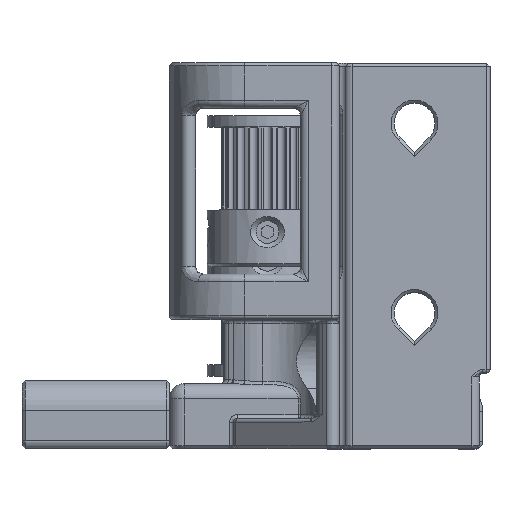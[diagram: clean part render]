
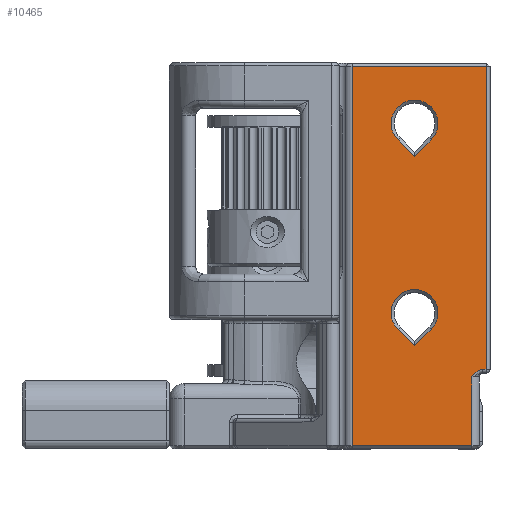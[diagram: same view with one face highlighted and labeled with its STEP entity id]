
A CAD part, top view. The second image highlights one B-rep face of the part: STEP entity #10465.
In plain terms, the highlighted planar face has unit normal (0, 0, 1).
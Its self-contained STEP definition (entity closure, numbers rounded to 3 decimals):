
#205=B_SPLINE_CURVE_WITH_KNOTS('',3,(#16995,#16996,#16997,#16998,#16999,
#17000,#17001,#17002),.UNSPECIFIED.,.F.,.F.,(4,1,1,2,4),(0.,0.108,
0.144,0.18,0.18),.UNSPECIFIED.);
#295=FACE_BOUND('',#1616,.T.);
#296=FACE_BOUND('',#1617,.T.);
#377=PLANE('',#11344);
#950=FACE_OUTER_BOUND('',#1615,.T.);
#1615=EDGE_LOOP('',(#7714,#7715,#7716,#7717,#7718,#7719,#7720));
#1616=EDGE_LOOP('',(#7721,#7722,#7723));
#1617=EDGE_LOOP('',(#7724,#7725,#7726));
#2311=LINE('',#16886,#3198);
#2336=LINE('',#16966,#3223);
#2343=LINE('',#16989,#3230);
#2344=LINE('',#16993,#3231);
#2345=LINE('',#17003,#3232);
#2346=LINE('',#17004,#3233);
#2347=LINE('',#17007,#3234);
#2348=LINE('',#17010,#3235);
#2349=LINE('',#17013,#3236);
#2350=LINE('',#17016,#3237);
#3198=VECTOR('',#12938,10.);
#3223=VECTOR('',#13023,10.);
#3230=VECTOR('',#13050,10.);
#3231=VECTOR('',#13055,10.);
#3232=VECTOR('',#13056,10.);
#3233=VECTOR('',#13057,10.);
#3234=VECTOR('',#13058,10.);
#3235=VECTOR('',#13061,10.);
#3236=VECTOR('',#13062,10.);
#3237=VECTOR('',#13065,10.);
#4121=CIRCLE('',#11345,3.1);
#4122=CIRCLE('',#11346,3.1);
#4752=VERTEX_POINT('',#16880);
#4753=VERTEX_POINT('',#16884);
#4776=VERTEX_POINT('',#16958);
#4778=VERTEX_POINT('',#16964);
#4784=VERTEX_POINT('',#16988);
#4785=VERTEX_POINT('',#16992);
#4786=VERTEX_POINT('',#16994);
#4787=VERTEX_POINT('',#17005);
#4788=VERTEX_POINT('',#17006);
#4789=VERTEX_POINT('',#17008);
#4790=VERTEX_POINT('',#17011);
#4791=VERTEX_POINT('',#17012);
#4792=VERTEX_POINT('',#17014);
#5824=EDGE_CURVE('',#4753,#4752,#2311,.T.);
#5863=EDGE_CURVE('',#4778,#4776,#2336,.T.);
#5875=EDGE_CURVE('',#4776,#4784,#2343,.T.);
#5877=EDGE_CURVE('',#4785,#4753,#2344,.T.);
#5878=EDGE_CURVE('',#4786,#4785,#205,.T.);
#5879=EDGE_CURVE('',#4784,#4786,#2345,.T.);
#5880=EDGE_CURVE('',#4752,#4778,#2346,.T.);
#5881=EDGE_CURVE('',#4787,#4788,#2347,.T.);
#5882=EDGE_CURVE('',#4789,#4787,#4121,.T.);
#5883=EDGE_CURVE('',#4788,#4789,#2348,.T.);
#5884=EDGE_CURVE('',#4790,#4791,#2349,.T.);
#5885=EDGE_CURVE('',#4792,#4790,#4122,.T.);
#5886=EDGE_CURVE('',#4791,#4792,#2350,.T.);
#7714=ORIENTED_EDGE('',*,*,#5824,.F.);
#7715=ORIENTED_EDGE('',*,*,#5877,.F.);
#7716=ORIENTED_EDGE('',*,*,#5878,.F.);
#7717=ORIENTED_EDGE('',*,*,#5879,.F.);
#7718=ORIENTED_EDGE('',*,*,#5875,.F.);
#7719=ORIENTED_EDGE('',*,*,#5863,.F.);
#7720=ORIENTED_EDGE('',*,*,#5880,.F.);
#7721=ORIENTED_EDGE('',*,*,#5881,.F.);
#7722=ORIENTED_EDGE('',*,*,#5882,.F.);
#7723=ORIENTED_EDGE('',*,*,#5883,.F.);
#7724=ORIENTED_EDGE('',*,*,#5884,.F.);
#7725=ORIENTED_EDGE('',*,*,#5885,.F.);
#7726=ORIENTED_EDGE('',*,*,#5886,.F.);
#10465=ADVANCED_FACE('',(#950,#295,#296),#377,.T.);
#11344=AXIS2_PLACEMENT_3D('',#16991,#13053,#13054);
#11345=AXIS2_PLACEMENT_3D('',#17009,#13059,#13060);
#11346=AXIS2_PLACEMENT_3D('',#17015,#13063,#13064);
#12938=DIRECTION('',(-1.,0.,0.));
#13023=DIRECTION('',(1.,0.,0.));
#13050=DIRECTION('',(0.,-1.,0.));
#13053=DIRECTION('center_axis',(0.,0.,1.));
#13054=DIRECTION('ref_axis',(1.,0.,0.));
#13055=DIRECTION('',(0.,-1.,0.));
#13056=DIRECTION('',(-1.,0.,0.));
#13057=DIRECTION('',(0.,1.,0.));
#13058=DIRECTION('',(0.707,-0.707,0.));
#13059=DIRECTION('center_axis',(0.,0.,1.));
#13060=DIRECTION('ref_axis',(-1.,0.,0.));
#13061=DIRECTION('',(0.707,0.707,0.));
#13062=DIRECTION('',(0.707,-0.707,0.));
#13063=DIRECTION('center_axis',(0.,0.,1.));
#13064=DIRECTION('ref_axis',(-1.,0.,0.));
#13065=DIRECTION('',(0.707,0.707,0.));
#16880=CARTESIAN_POINT('',(1.732,0.4,0.));
#16884=CARTESIAN_POINT('',(17.586,0.4,0.));
#16886=CARTESIAN_POINT('',(-0.625,0.4,0.));
#16958=CARTESIAN_POINT('',(19.5,50.7,0.));
#16964=CARTESIAN_POINT('',(1.732,50.7,0.));
#16966=CARTESIAN_POINT('',(-0.625,50.7,0.));
#16988=CARTESIAN_POINT('',(19.5,10.5,0.));
#16989=CARTESIAN_POINT('',(19.5,25.55,0.));
#16991=CARTESIAN_POINT('Origin',(0.,0.,0.));
#16992=CARTESIAN_POINT('',(17.586,9.5,0.));
#16993=CARTESIAN_POINT('',(17.586,0.,0.));
#16994=CARTESIAN_POINT('',(19.,10.5,0.));
#16995=CARTESIAN_POINT('Ctrl Pts',(19.,10.5,0.));
#16996=CARTESIAN_POINT('Ctrl Pts',(18.641,10.5,0.));
#16997=CARTESIAN_POINT('Ctrl Pts',(18.183,10.255,0.));
#16998=CARTESIAN_POINT('Ctrl Pts',(17.8,9.798,0.));
#16999=CARTESIAN_POINT('Ctrl Pts',(17.657,9.601,0.));
#17000=CARTESIAN_POINT('Ctrl Pts',(17.588,9.502,0.));
#17001=CARTESIAN_POINT('Ctrl Pts',(17.587,9.501,0.));
#17002=CARTESIAN_POINT('Ctrl Pts',(17.586,9.5,0.));
#17003=CARTESIAN_POINT('',(4.382,10.5,0.));
#17004=CARTESIAN_POINT('',(1.732,0.,0.));
#17005=CARTESIAN_POINT('',(7.808,40.908,0.));
#17006=CARTESIAN_POINT('',(10.,38.716,0.));
#17007=CARTESIAN_POINT('',(16.083,32.633,0.));
#17008=CARTESIAN_POINT('',(12.192,40.908,0.));
#17009=CARTESIAN_POINT('Origin',(10.,43.1,0.));
#17010=CARTESIAN_POINT('',(-2.038,26.678,0.));
#17011=CARTESIAN_POINT('',(7.808,15.808,0.));
#17012=CARTESIAN_POINT('',(10.,13.616,0.));
#17013=CARTESIAN_POINT('',(9.808,13.808,0.));
#17014=CARTESIAN_POINT('',(12.192,15.808,0.));
#17015=CARTESIAN_POINT('Origin',(10.,18.,0.));
#17016=CARTESIAN_POINT('',(4.237,7.853,0.));
